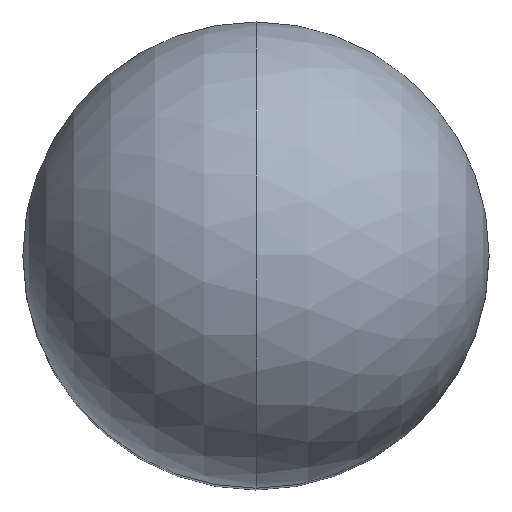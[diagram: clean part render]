
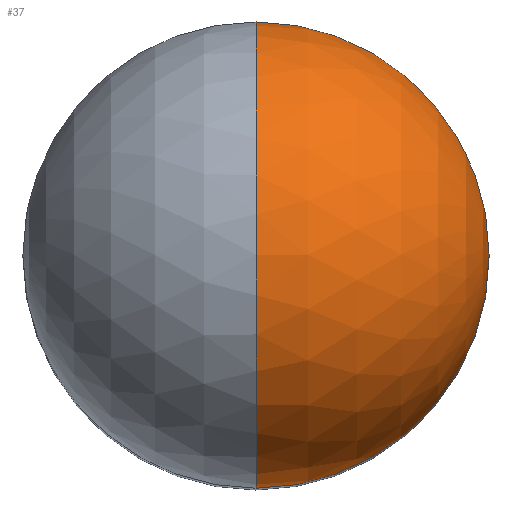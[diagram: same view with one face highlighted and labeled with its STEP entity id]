
A CAD part, top view. The second image highlights one B-rep face of the part: STEP entity #37.
In plain terms, the highlighted spherical face has radius 2.5 mm.
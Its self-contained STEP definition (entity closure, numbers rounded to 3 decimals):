
#8 = FACE_OUTER_BOUND ( 'NONE', #102, .T. ) ;
#17 = ORIENTED_EDGE ( 'NONE', *, *, #212, .T. ) ;
#20 = CIRCLE ( 'NONE', #88, 2.5 ) ;
#27 = ORIENTED_EDGE ( 'NONE', *, *, #55, .T. ) ;
#28 = CARTESIAN_POINT ( 'NONE',  ( 2.5, 0., 5.5 ) ) ;
#36 = DIRECTION ( 'NONE',  ( 1., 0., 0. ) ) ;
#37 = ADVANCED_FACE ( 'NONE', ( #8 ), #98, .T. ) ;
#40 = AXIS2_PLACEMENT_3D ( 'NONE', #45, #139, #36 ) ;
#45 = CARTESIAN_POINT ( 'NONE',  ( 0., 0., 5.5 ) ) ;
#47 = CARTESIAN_POINT ( 'NONE',  ( 0., 0., 5.5 ) ) ;
#49 = CIRCLE ( 'NONE', #110, 2.5 ) ;
#55 = EDGE_CURVE ( 'NONE', #60, #148, #49, .T. ) ;
#56 = VERTEX_POINT ( 'NONE', #92 ) ;
#60 = VERTEX_POINT ( 'NONE', #74 ) ;
#61 = DIRECTION ( 'NONE',  ( -1., 0., 0. ) ) ;
#63 = ORIENTED_EDGE ( 'NONE', *, *, #161, .T. ) ;
#65 = DIRECTION ( 'NONE',  ( 0., 1., 0. ) ) ;
#70 = AXIS2_PLACEMENT_3D ( 'NONE', #157, #137, #65 ) ;
#74 = CARTESIAN_POINT ( 'NONE',  ( 0., -2.5, 5.5 ) ) ;
#88 = AXIS2_PLACEMENT_3D ( 'NONE', #47, #61, #101 ) ;
#92 = CARTESIAN_POINT ( 'NONE',  ( 0., 2.5, 5.5 ) ) ;
#96 = CARTESIAN_POINT ( 'NONE',  ( 0., 0., 5.5 ) ) ;
#98 = SPHERICAL_SURFACE ( 'NONE', #120, 2.5 ) ;
#101 = DIRECTION ( 'NONE',  ( 0., 0., 1. ) ) ;
#102 = EDGE_LOOP ( 'NONE', ( #197, #63, #27, #17 ) ) ;
#109 = CIRCLE ( 'NONE', #40, 2.5 ) ;
#110 = AXIS2_PLACEMENT_3D ( 'NONE', #199, #116, #200 ) ;
#116 = DIRECTION ( 'NONE',  ( 0., 0., 1. ) ) ;
#120 = AXIS2_PLACEMENT_3D ( 'NONE', #96, #149, #147 ) ;
#122 = CARTESIAN_POINT ( 'NONE',  ( 0., 0., 8. ) ) ;
#126 = CIRCLE ( 'NONE', #70, 2.5 ) ;
#137 = DIRECTION ( 'NONE',  ( 1., 0., 0. ) ) ;
#139 = DIRECTION ( 'NONE',  ( 0., 0., 1. ) ) ;
#147 = DIRECTION ( 'NONE',  ( 0., 1., 0. ) ) ;
#148 = VERTEX_POINT ( 'NONE', #28 ) ;
#149 = DIRECTION ( 'NONE',  ( 1., 0., 0. ) ) ;
#157 = CARTESIAN_POINT ( 'NONE',  ( 0., 0., 5.5 ) ) ;
#161 = EDGE_CURVE ( 'NONE', #169, #60, #126, .T. ) ;
#169 = VERTEX_POINT ( 'NONE', #122 ) ;
#177 = EDGE_CURVE ( 'NONE', #169, #56, #20, .T. ) ;
#197 = ORIENTED_EDGE ( 'NONE', *, *, #177, .F. ) ;
#199 = CARTESIAN_POINT ( 'NONE',  ( 0., 0., 5.5 ) ) ;
#200 = DIRECTION ( 'NONE',  ( 1., 0., 0. ) ) ;
#212 = EDGE_CURVE ( 'NONE', #148, #56, #109, .T. ) ;
